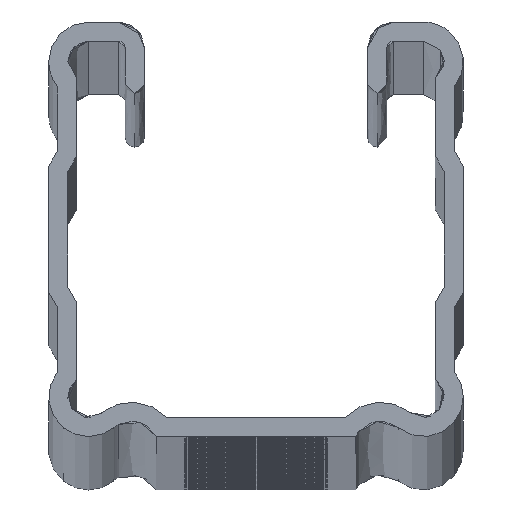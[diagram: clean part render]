
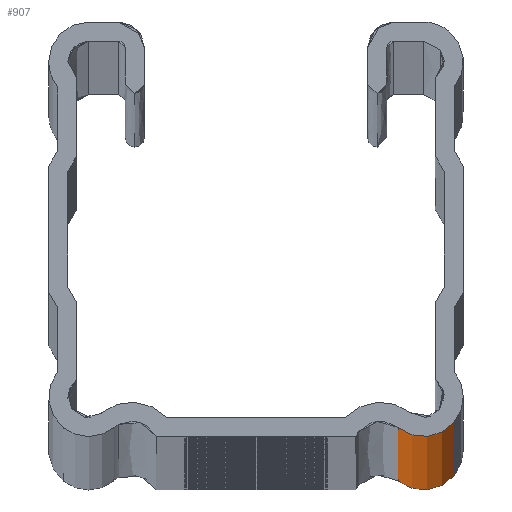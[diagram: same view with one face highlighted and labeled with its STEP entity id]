
A CAD part, top view. The second image highlights one B-rep face of the part: STEP entity #907.
In plain terms, the highlighted free-form (B-spline) face has degree [3, 1] with [4, 2] control points.
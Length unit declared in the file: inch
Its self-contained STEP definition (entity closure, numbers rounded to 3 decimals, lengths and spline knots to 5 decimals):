
#907=ADVANCED_FACE('',(#1974),#1975,.T.);
#1974=FACE_OUTER_BOUND('',#4861,.T.);
#1975=B_SPLINE_SURFACE_WITH_KNOTS('',3,1,((#4862,#4863),(#4864,#4865),(#4866,#4867),(#4868,#4869)),.UNSPECIFIED.,.F.,.F.,.F.,(4,4),(2,2),(-1.0,-0.0),(0.0,120.0),.UNSPECIFIED.);
#4861=EDGE_LOOP('',(#7283,#7284,#7285,#7286));
#4862=CARTESIAN_POINT('',(1.31277,0.00019,0.0));
#4863=CARTESIAN_POINT('',(1.31277,0.00019,120.0));
#4864=CARTESIAN_POINT('',(1.37949,-0.05431,0.0));
#4865=CARTESIAN_POINT('',(1.37949,-0.05431,120.0));
#4866=CARTESIAN_POINT('',(1.47777,-0.04441,0.0));
#4867=CARTESIAN_POINT('',(1.47777,-0.04441,120.0));
#4868=CARTESIAN_POINT('',(1.53228,0.02231,0.0));
#4869=CARTESIAN_POINT('',(1.53228,0.02231,120.0));
#7283=ORIENTED_EDGE('',*,*,#8772,.T.);
#7284=ORIENTED_EDGE('',*,*,#8144,.F.);
#7285=ORIENTED_EDGE('',*,*,#7963,.F.);
#7286=ORIENTED_EDGE('',*,*,#8122,.T.);
#7963=EDGE_CURVE('',#9548,#9550,#9551,.T.);
#8122=EDGE_CURVE('',#9548,#9798,#9800,.T.);
#8144=EDGE_CURVE('',#9550,#9831,#9835,.T.);
#8772=EDGE_CURVE('',#9798,#9831,#10682,.T.);
#9548=VERTEX_POINT('',#12097);
#9550=VERTEX_POINT('',#12102);
#9551=B_SPLINE_CURVE_WITH_KNOTS('',3,(#12103,#12104,#12105,#12106),.UNSPECIFIED.,.F.,.F.,(4,4),(0.0,1.0),.UNSPECIFIED.);
#9798=VERTEX_POINT('',#12597);
#9800=LINE('',#12602,#12603);
#9831=VERTEX_POINT('',#12656);
#9835=LINE('',#12664,#12665);
#10682=B_SPLINE_CURVE_WITH_KNOTS('',3,(#14643,#14644,#14645,#14646),.UNSPECIFIED.,.F.,.F.,(4,4),(0.0,1.0),.UNSPECIFIED.);
#12097=CARTESIAN_POINT('',(1.53228,0.02231,0.0));
#12102=CARTESIAN_POINT('',(1.31277,0.00019,0.0));
#12103=CARTESIAN_POINT('',(1.53228,0.02231,0.0));
#12104=CARTESIAN_POINT('',(1.47777,-0.04441,0.0));
#12105=CARTESIAN_POINT('',(1.37949,-0.05431,0.0));
#12106=CARTESIAN_POINT('',(1.31277,0.00019,0.0));
#12597=CARTESIAN_POINT('',(1.53228,0.02231,120.0));
#12602=CARTESIAN_POINT('',(1.53228,0.02231,0.0));
#12603=VECTOR('',#14973,1.0);
#12656=CARTESIAN_POINT('',(1.31277,0.00019,120.0));
#12664=CARTESIAN_POINT('',(1.31277,0.00019,0.0));
#12665=VECTOR('',#14985,1.0);
#14643=CARTESIAN_POINT('',(1.53228,0.02231,120.0));
#14644=CARTESIAN_POINT('',(1.47777,-0.04441,120.0));
#14645=CARTESIAN_POINT('',(1.37949,-0.05431,120.0));
#14646=CARTESIAN_POINT('',(1.31277,0.00019,120.0));
#14973=DIRECTION('',(0.0,0.0,1.0));
#14985=DIRECTION('',(0.0,0.0,1.0));
